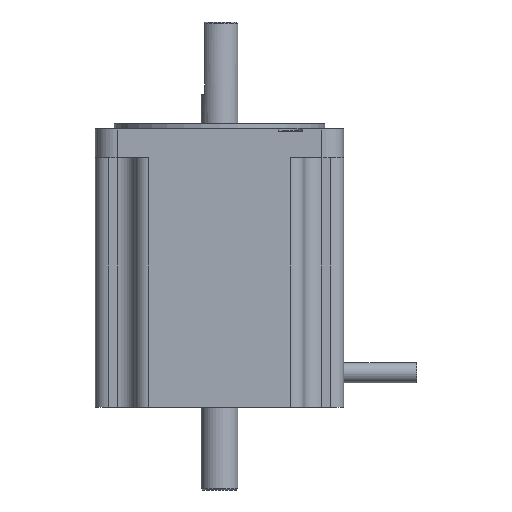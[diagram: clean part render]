
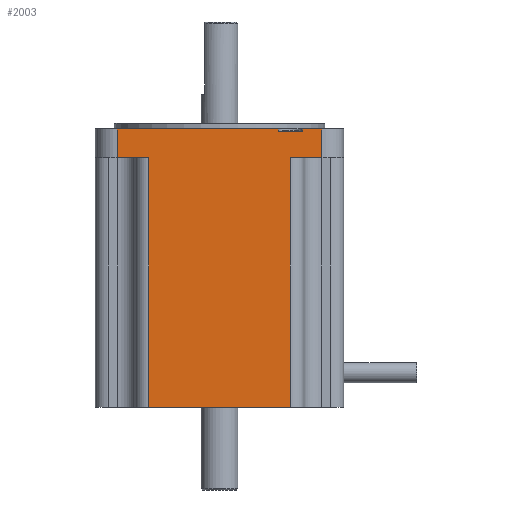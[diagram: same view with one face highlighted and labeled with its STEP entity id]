
A CAD part, left-side view. The second image highlights one B-rep face of the part: STEP entity #2003.
In plain terms, the highlighted planar face has unit normal (-1, 0, 0).
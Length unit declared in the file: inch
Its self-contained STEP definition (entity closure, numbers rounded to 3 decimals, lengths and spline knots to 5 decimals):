
#111 = LINE ( 'NONE', #1404, #5472 ) ;
#173 = ORIENTED_EDGE ( 'NONE', *, *, #6501, .T. ) ;
#242 = LINE ( 'NONE', #1694, #4096 ) ;
#292 = CARTESIAN_POINT ( 'NONE',  ( -1.69487, 0.96654, -3.79921 ) ) ;
#301 = LINE ( 'NONE', #1755, #2660 ) ;
#695 = CARTESIAN_POINT ( 'NONE',  ( -1.69487, -0.96653, 0. ) ) ;
#719 = VERTEX_POINT ( 'NONE', #3046 ) ;
#832 = LINE ( 'NONE', #4970, #6341 ) ;
#874 = DIRECTION ( 'NONE',  ( 0., 0., 1. ) ) ;
#889 = ORIENTED_EDGE ( 'NONE', *, *, #2539, .T. ) ;
#915 = LINE ( 'NONE', #6122, #3980 ) ;
#922 = DIRECTION ( 'NONE',  ( 0., 0., 1. ) ) ;
#1188 = EDGE_CURVE ( 'NONE', #6217, #3116, #5120, .T. ) ;
#1232 = EDGE_CURVE ( 'NONE', #3285, #6406, #301, .T. ) ;
#1288 = CARTESIAN_POINT ( 'NONE',  ( -1.69487, -0.79937, 0. ) ) ;
#1324 = VERTEX_POINT ( 'NONE', #5585 ) ;
#1366 = AXIS2_PLACEMENT_3D ( 'NONE', #5428, #4880, #3396 ) ;
#1372 = VERTEX_POINT ( 'NONE', #2122 ) ;
#1404 = CARTESIAN_POINT ( 'NONE',  ( -1.69487, 0.96654, -1.46304 ) ) ;
#1476 = CARTESIAN_POINT ( 'NONE',  ( -1.69487, 0.00001, -3.79921 ) ) ;
#1613 = DIRECTION ( 'NONE',  ( 0., 1., 0. ) ) ;
#1627 = EDGE_LOOP ( 'NONE', ( #3957, #5535, #5086, #173, #5365, #5168, #889, #3973, #5237, #5513, #6519, #3884 ) ) ;
#1694 = CARTESIAN_POINT ( 'NONE',  ( -1.69487, 0.00001, 0. ) ) ;
#1729 = VECTOR ( 'NONE', #6266, 39.37008 ) ;
#1755 = CARTESIAN_POINT ( 'NONE',  ( -1.69487, -1.13402, 0. ) ) ;
#1885 = EDGE_CURVE ( 'NONE', #3652, #6217, #3054, .T. ) ;
#2003 = ADVANCED_FACE ( 'NONE', ( #2098 ), #5406, .T. ) ;
#2098 = FACE_OUTER_BOUND ( 'NONE', #1627, .T. ) ;
#2122 = CARTESIAN_POINT ( 'NONE',  ( -1.69487, 1.39568, -0.3937 ) ) ;
#2160 = VERTEX_POINT ( 'NONE', #2762 ) ;
#2263 = DIRECTION ( 'NONE',  ( 0., 0., 1. ) ) ;
#2271 = DIRECTION ( 'NONE',  ( 0., 0., -1. ) ) ;
#2324 = CARTESIAN_POINT ( 'NONE',  ( -1.69487, -0.79937, 0. ) ) ;
#2539 = EDGE_CURVE ( 'NONE', #6406, #3652, #915, .T. ) ;
#2660 = VECTOR ( 'NONE', #2271, 39.37008 ) ;
#2667 = EDGE_CURVE ( 'NONE', #1324, #1372, #832, .T. ) ;
#2708 = CARTESIAN_POINT ( 'NONE',  ( -1.69487, 1.39568, -1.46304 ) ) ;
#2752 = LINE ( 'NONE', #5454, #6223 ) ;
#2762 = CARTESIAN_POINT ( 'NONE',  ( -1.69487, -1.39566, -0.3937 ) ) ;
#2808 = CARTESIAN_POINT ( 'NONE',  ( -1.69487, -0.79937, -0.03543 ) ) ;
#3009 = LINE ( 'NONE', #2708, #5692 ) ;
#3046 = CARTESIAN_POINT ( 'NONE',  ( -1.69487, -1.39566, 0. ) ) ;
#3054 = LINE ( 'NONE', #2324, #3601 ) ;
#3116 = VERTEX_POINT ( 'NONE', #6310 ) ;
#3153 = CARTESIAN_POINT ( 'NONE',  ( -1.69487, 0.00001, 0. ) ) ;
#3195 = DIRECTION ( 'NONE',  ( 0., 1., 0. ) ) ;
#3285 = VERTEX_POINT ( 'NONE', #6481 ) ;
#3297 = VECTOR ( 'NONE', #3195, 39.37008 ) ;
#3396 = DIRECTION ( 'NONE',  ( 0., 0., -1. ) ) ;
#3546 = LINE ( 'NONE', #695, #1729 ) ;
#3577 = VERTEX_POINT ( 'NONE', #4726 ) ;
#3601 = VECTOR ( 'NONE', #4858, 39.37008 ) ;
#3602 = EDGE_CURVE ( 'NONE', #4121, #3577, #3546, .T. ) ;
#3652 = VERTEX_POINT ( 'NONE', #2808 ) ;
#3884 = ORIENTED_EDGE ( 'NONE', *, *, #4477, .F. ) ;
#3957 = ORIENTED_EDGE ( 'NONE', *, *, #5965, .F. ) ;
#3973 = ORIENTED_EDGE ( 'NONE', *, *, #1885, .T. ) ;
#3980 = VECTOR ( 'NONE', #1613, 39.37008 ) ;
#4096 = VECTOR ( 'NONE', #5742, 39.37008 ) ;
#4121 = VERTEX_POINT ( 'NONE', #5474 ) ;
#4477 = EDGE_CURVE ( 'NONE', #5659, #1324, #111, .T. ) ;
#4537 = DIRECTION ( 'NONE',  ( 0., 1., 0. ) ) ;
#4726 = CARTESIAN_POINT ( 'NONE',  ( -1.69487, -0.96653, -0.3937 ) ) ;
#4858 = DIRECTION ( 'NONE',  ( 0., 0., 1. ) ) ;
#4880 = DIRECTION ( 'NONE',  ( -1., 0., 0. ) ) ;
#4970 = CARTESIAN_POINT ( 'NONE',  ( -1.69487, 0.00001, -0.3937 ) ) ;
#5086 = ORIENTED_EDGE ( 'NONE', *, *, #5964, .T. ) ;
#5120 = LINE ( 'NONE', #3153, #3297 ) ;
#5168 = ORIENTED_EDGE ( 'NONE', *, *, #1232, .T. ) ;
#5237 = ORIENTED_EDGE ( 'NONE', *, *, #1188, .T. ) ;
#5365 = ORIENTED_EDGE ( 'NONE', *, *, #6135, .T. ) ;
#5406 = PLANE ( 'NONE',  #1366 ) ;
#5428 = CARTESIAN_POINT ( 'NONE',  ( -1.69487, -1.69488, 0. ) ) ;
#5450 = VECTOR ( 'NONE', #6464, 39.37008 ) ;
#5454 = CARTESIAN_POINT ( 'NONE',  ( -1.69487, -1.39566, 0. ) ) ;
#5472 = VECTOR ( 'NONE', #874, 39.37008 ) ;
#5474 = CARTESIAN_POINT ( 'NONE',  ( -1.69487, -0.96653, -3.79921 ) ) ;
#5496 = DIRECTION ( 'NONE',  ( 0., -1., 0. ) ) ;
#5513 = ORIENTED_EDGE ( 'NONE', *, *, #5730, .F. ) ;
#5535 = ORIENTED_EDGE ( 'NONE', *, *, #3602, .T. ) ;
#5585 = CARTESIAN_POINT ( 'NONE',  ( -1.69487, 0.96654, -0.3937 ) ) ;
#5659 = VERTEX_POINT ( 'NONE', #292 ) ;
#5692 = VECTOR ( 'NONE', #2263, 39.37008 ) ;
#5730 = EDGE_CURVE ( 'NONE', #1372, #3116, #3009, .T. ) ;
#5735 = CARTESIAN_POINT ( 'NONE',  ( -1.69487, -1.13402, -0.03543 ) ) ;
#5742 = DIRECTION ( 'NONE',  ( 0., 1., 0. ) ) ;
#5778 = LINE ( 'NONE', #6009, #6458 ) ;
#5964 = EDGE_CURVE ( 'NONE', #3577, #2160, #5778, .T. ) ;
#5965 = EDGE_CURVE ( 'NONE', #4121, #5659, #6308, .T. ) ;
#6009 = CARTESIAN_POINT ( 'NONE',  ( -1.69487, -1.69488, -0.3937 ) ) ;
#6122 = CARTESIAN_POINT ( 'NONE',  ( -1.69487, -1.69488, -0.03543 ) ) ;
#6135 = EDGE_CURVE ( 'NONE', #719, #3285, #242, .T. ) ;
#6217 = VERTEX_POINT ( 'NONE', #1288 ) ;
#6223 = VECTOR ( 'NONE', #922, 39.37008 ) ;
#6266 = DIRECTION ( 'NONE',  ( 0., 0., 1. ) ) ;
#6308 = LINE ( 'NONE', #1476, #5450 ) ;
#6310 = CARTESIAN_POINT ( 'NONE',  ( -1.69487, 1.39568, 0. ) ) ;
#6341 = VECTOR ( 'NONE', #4537, 39.37008 ) ;
#6406 = VERTEX_POINT ( 'NONE', #5735 ) ;
#6458 = VECTOR ( 'NONE', #5496, 39.37008 ) ;
#6464 = DIRECTION ( 'NONE',  ( 0., 1., 0. ) ) ;
#6481 = CARTESIAN_POINT ( 'NONE',  ( -1.69487, -1.13402, 0. ) ) ;
#6501 = EDGE_CURVE ( 'NONE', #2160, #719, #2752, .T. ) ;
#6519 = ORIENTED_EDGE ( 'NONE', *, *, #2667, .F. ) ;
